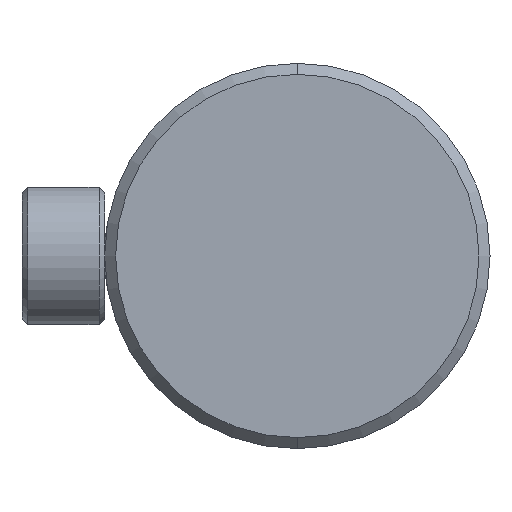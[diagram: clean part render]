
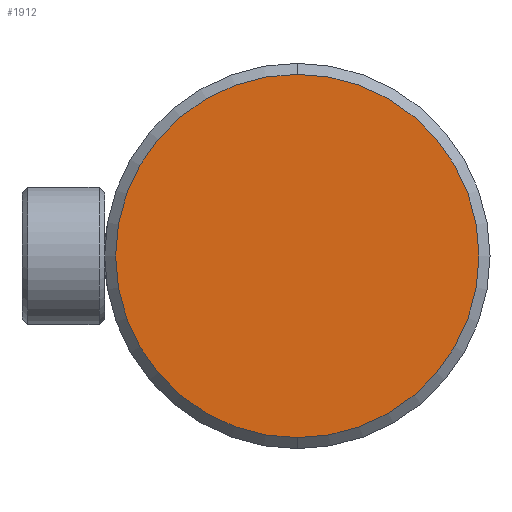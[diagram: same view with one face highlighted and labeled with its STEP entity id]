
A CAD part, left-side view. The second image highlights one B-rep face of the part: STEP entity #1912.
In plain terms, the highlighted planar face has unit normal (-1, 0, 0).
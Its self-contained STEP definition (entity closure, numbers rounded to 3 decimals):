
#697 = ORIENTED_EDGE ( 'NONE', *, *, #3036, .T. ) ;
#1113 = AXIS2_PLACEMENT_3D ( 'NONE', #1965, #2419, #1272 ) ;
#1222 = VERTEX_POINT ( 'NONE', #2718 ) ;
#1272 = DIRECTION ( 'NONE',  ( 0., 0., 1. ) ) ;
#1633 = AXIS2_PLACEMENT_3D ( 'NONE', #2362, #2885, #2434 ) ;
#1765 = CARTESIAN_POINT ( 'NONE',  ( -13., 0., -33. ) ) ;
#1912 = ADVANCED_FACE ( 'NONE', ( #2127 ), #2459, .F. ) ;
#1965 = CARTESIAN_POINT ( 'NONE',  ( -13., 0., 0. ) ) ;
#1984 = VERTEX_POINT ( 'NONE', #1765 ) ;
#2126 = EDGE_LOOP ( 'NONE', ( #697, #2157 ) ) ;
#2127 = FACE_OUTER_BOUND ( 'NONE', #2126, .T. ) ;
#2157 = ORIENTED_EDGE ( 'NONE', *, *, #2337, .T. ) ;
#2329 = DIRECTION ( 'NONE',  ( 0., 0., 1. ) ) ;
#2336 = DIRECTION ( 'NONE',  ( -1., 0., 0. ) ) ;
#2337 = EDGE_CURVE ( 'NONE', #1222, #1984, #2895, .T. ) ;
#2346 = CARTESIAN_POINT ( 'NONE',  ( -13., 0., 0. ) ) ;
#2362 = CARTESIAN_POINT ( 'NONE',  ( -13., 0., 0. ) ) ;
#2419 = DIRECTION ( 'NONE',  ( -1., 0., 0. ) ) ;
#2434 = DIRECTION ( 'NONE',  ( 0., 0., -1. ) ) ;
#2459 = PLANE ( 'NONE',  #1633 ) ;
#2546 = CIRCLE ( 'NONE', #2897, 33. ) ;
#2718 = CARTESIAN_POINT ( 'NONE',  ( -13., 0., 33. ) ) ;
#2885 = DIRECTION ( 'NONE',  ( 1., 0., 0. ) ) ;
#2895 = CIRCLE ( 'NONE', #1113, 33. ) ;
#2897 = AXIS2_PLACEMENT_3D ( 'NONE', #2346, #2336, #2329 ) ;
#3036 = EDGE_CURVE ( 'NONE', #1984, #1222, #2546, .T. ) ;
